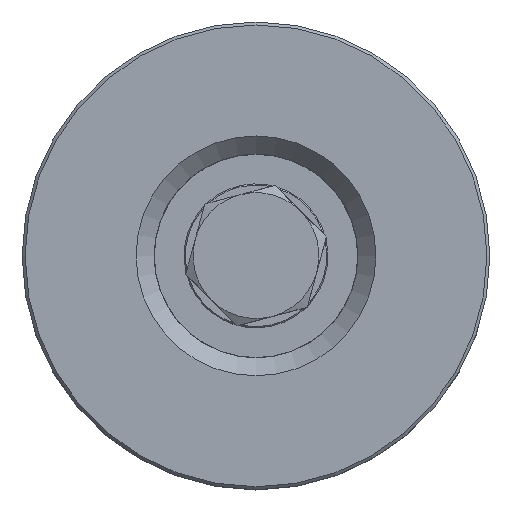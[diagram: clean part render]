
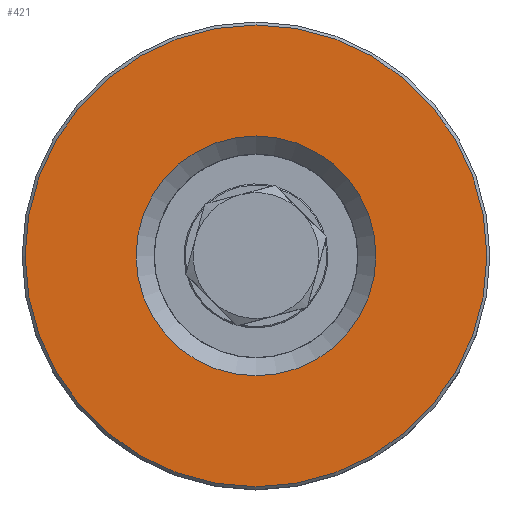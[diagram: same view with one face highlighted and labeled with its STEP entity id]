
A CAD part, top view. The second image highlights one B-rep face of the part: STEP entity #421.
In plain terms, the highlighted planar face has unit normal (0, 0, 1).
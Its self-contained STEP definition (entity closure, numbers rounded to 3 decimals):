
#41 = CARTESIAN_POINT ( 'NONE',  ( 0., 0., 24. ) ) ;
#47 = EDGE_LOOP ( 'NONE', ( #1248 ) ) ;
#299 = FACE_OUTER_BOUND ( 'NONE', #47, .T. ) ;
#336 = CIRCLE ( 'NONE', #809, 38.5 ) ;
#421 = ADVANCED_FACE ( 'NONE', ( #299, #2146 ), #2289, .F. ) ;
#446 = DIRECTION ( 'NONE',  ( -1., 0., 0. ) ) ;
#806 = EDGE_CURVE ( 'NONE', #948, #948, #336, .T. ) ;
#809 = AXIS2_PLACEMENT_3D ( 'NONE', #2642, #1656, #446 ) ;
#824 = CARTESIAN_POINT ( 'NONE',  ( 0., -20., 24. ) ) ;
#948 = VERTEX_POINT ( 'NONE', #2700 ) ;
#1051 = EDGE_LOOP ( 'NONE', ( #3080 ) ) ;
#1083 = AXIS2_PLACEMENT_3D ( 'NONE', #824, #2528, #1789 ) ;
#1248 = ORIENTED_EDGE ( 'NONE', *, *, #806, .T. ) ;
#1255 = CARTESIAN_POINT ( 'NONE',  ( -20., 0., 24. ) ) ;
#1656 = DIRECTION ( 'NONE',  ( 0., 0., 1. ) ) ;
#1739 = DIRECTION ( 'NONE',  ( -1., 0., 0. ) ) ;
#1765 = DIRECTION ( 'NONE',  ( 0., 0., -1. ) ) ;
#1789 = DIRECTION ( 'NONE',  ( -1., 0., 0. ) ) ;
#1978 = EDGE_CURVE ( 'NONE', #2852, #2852, #2478, .T. ) ;
#2146 = FACE_BOUND ( 'NONE', #1051, .T. ) ;
#2289 = PLANE ( 'NONE',  #1083 ) ;
#2478 = CIRCLE ( 'NONE', #2520, 20. ) ;
#2520 = AXIS2_PLACEMENT_3D ( 'NONE', #41, #1765, #1739 ) ;
#2528 = DIRECTION ( 'NONE',  ( 0., 0., -1. ) ) ;
#2642 = CARTESIAN_POINT ( 'NONE',  ( 0., 0., 24. ) ) ;
#2700 = CARTESIAN_POINT ( 'NONE',  ( -38.5, 0., 24. ) ) ;
#2852 = VERTEX_POINT ( 'NONE', #1255 ) ;
#3080 = ORIENTED_EDGE ( 'NONE', *, *, #1978, .T. ) ;
